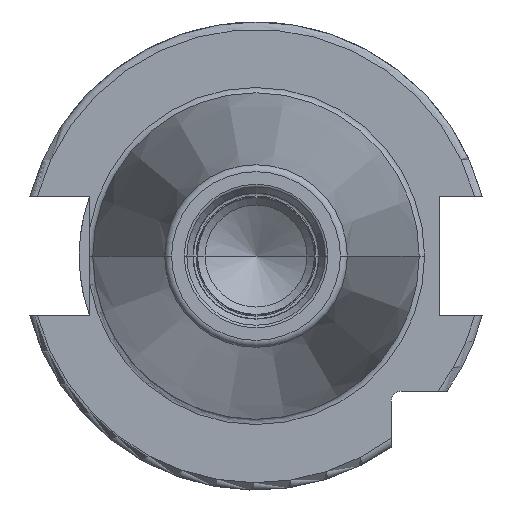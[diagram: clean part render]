
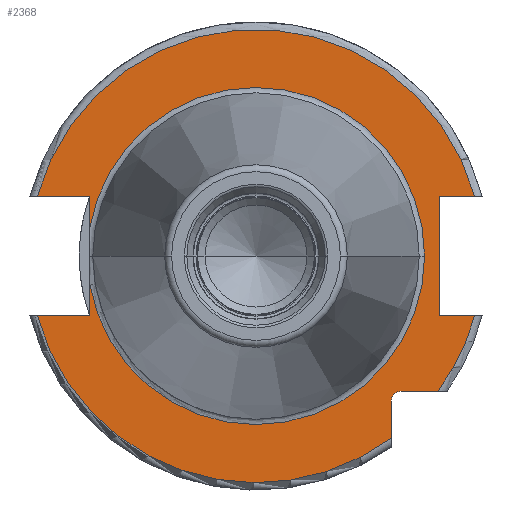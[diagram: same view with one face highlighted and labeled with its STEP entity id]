
A CAD part, left-side view. The second image highlights one B-rep face of the part: STEP entity #2368.
In plain terms, the highlighted planar face has unit normal (-1, 0, 0).
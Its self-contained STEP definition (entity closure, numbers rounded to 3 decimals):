
#117=CARTESIAN_POINT('',(3.2,0.,0.));
#118=DIRECTION('',(-1.,0.,0.));
#119=DIRECTION('',(0.,0.986,-0.168));
#120=AXIS2_PLACEMENT_3D('',#117,#118,#119);
#511=DIRECTION('',(0.,-1.,0.));
#512=VECTOR('',#511,4.99);
#513=CARTESIAN_POINT('',(3.2,-19.7,-18.35));
#514=LINE('',#513,#512);
#515=DIRECTION('',(0.,0.,1.));
#516=VECTOR('',#515,4.99);
#517=CARTESIAN_POINT('',(3.2,-18.35,-24.69));
#518=LINE('',#517,#516);
#519=CARTESIAN_POINT('',(3.2,0.,0.));
#520=DIRECTION('',(-1.,0.,0.));
#521=DIRECTION('',(0.,0.965,-0.263));
#522=AXIS2_PLACEMENT_3D('',#519,#520,#521);
#524=DIRECTION('',(0.,-1.,0.));
#525=VECTOR('',#524,7.127);
#526=CARTESIAN_POINT('',(3.2,29.677,-8.1));
#527=LINE('',#526,#525);
#528=DIRECTION('',(0.,0.,-1.));
#529=VECTOR('',#528,4.258);
#530=CARTESIAN_POINT('',(3.2,22.55,-3.842));
#531=LINE('',#530,#529);
#532=DIRECTION('',(0.,0.,-1.));
#533=VECTOR('',#532,4.258);
#534=CARTESIAN_POINT('',(3.2,22.55,8.1));
#535=LINE('',#534,#533);
#536=DIRECTION('',(0.,-1.,0.));
#537=VECTOR('',#536,7.127);
#538=CARTESIAN_POINT('',(3.2,29.677,8.1));
#539=LINE('',#538,#537);
#540=CARTESIAN_POINT('',(3.2,0.,0.));
#541=DIRECTION('',(1.,0.,0.));
#542=DIRECTION('',(0.,0.965,0.263));
#543=AXIS2_PLACEMENT_3D('',#540,#541,#542);
#545=DIRECTION('',(0.,1.,0.));
#546=VECTOR('',#545,4.827);
#547=CARTESIAN_POINT('',(3.2,-29.677,8.1));
#548=LINE('',#547,#546);
#549=DIRECTION('',(0.,0.,1.));
#550=VECTOR('',#549,16.2);
#551=CARTESIAN_POINT('',(3.2,-24.85,-8.1));
#552=LINE('',#551,#550);
#553=DIRECTION('',(0.,1.,0.));
#554=VECTOR('',#553,4.827);
#555=CARTESIAN_POINT('',(3.2,-29.677,-8.1));
#556=LINE('',#555,#554);
#557=CARTESIAN_POINT('',(3.2,0.,0.));
#558=DIRECTION('',(-1.,0.,0.));
#559=DIRECTION('',(0.,-0.803,-0.597));
#560=AXIS2_PLACEMENT_3D('',#557,#558,#559);
#571=CARTESIAN_POINT('',(3.2,-19.7,-19.7));
#572=DIRECTION('',(1.,0.,0.));
#573=DIRECTION('',(0.,1.,0.));
#574=AXIS2_PLACEMENT_3D('',#571,#572,#573);
#961=CARTESIAN_POINT('',(3.2,0.,0.));
#962=DIRECTION('',(1.,0.,0.));
#963=DIRECTION('',(0.,0.986,0.168));
#964=AXIS2_PLACEMENT_3D('',#961,#962,#963);
#1399=CARTESIAN_POINT('',(3.2,-22.875,0.));
#1401=VERTEX_POINT('',#1399);
#1541=CARTESIAN_POINT('',(3.2,29.677,8.1));
#1542=CARTESIAN_POINT('',(3.2,22.55,8.1));
#1543=VERTEX_POINT('',#1541);
#1544=VERTEX_POINT('',#1542);
#1545=CARTESIAN_POINT('',(3.2,22.55,3.842));
#1546=VERTEX_POINT('',#1545);
#1547=CARTESIAN_POINT('',(3.2,22.55,-3.842));
#1548=CARTESIAN_POINT('',(3.2,22.55,-8.1));
#1549=VERTEX_POINT('',#1547);
#1550=VERTEX_POINT('',#1548);
#1551=CARTESIAN_POINT('',(3.2,29.677,-8.1));
#1552=VERTEX_POINT('',#1551);
#1553=CARTESIAN_POINT('',(3.2,-29.677,-8.1));
#1554=CARTESIAN_POINT('',(3.2,-24.85,-8.1));
#1555=VERTEX_POINT('',#1553);
#1556=VERTEX_POINT('',#1554);
#1557=CARTESIAN_POINT('',(3.2,-24.85,8.1));
#1558=VERTEX_POINT('',#1557);
#1559=CARTESIAN_POINT('',(3.2,-29.677,8.1));
#1560=VERTEX_POINT('',#1559);
#1586=CARTESIAN_POINT('',(3.2,-18.35,-24.69));
#1587=VERTEX_POINT('',#1586);
#1594=CARTESIAN_POINT('',(3.2,-19.7,-18.35));
#1595=CARTESIAN_POINT('',(3.2,-24.69,-18.35));
#1596=VERTEX_POINT('',#1594);
#1597=VERTEX_POINT('',#1595);
#1598=CARTESIAN_POINT('',(3.2,-18.35,-19.7));
#1599=VERTEX_POINT('',#1598);
#2339=CARTESIAN_POINT('',(3.2,0.,0.));
#2340=DIRECTION('',(1.,0.,0.));
#2341=DIRECTION('',(0.,-1.,0.));
#2342=AXIS2_PLACEMENT_3D('',#2339,#2340,#2341);
#2343=PLANE('',#2342);
#2345=ORIENTED_EDGE('',*,*,#2344,.F.);
#2347=ORIENTED_EDGE('',*,*,#2346,.F.);
#2349=ORIENTED_EDGE('',*,*,#2348,.F.);
#2351=ORIENTED_EDGE('',*,*,#2350,.F.);
#2352=ORIENTED_EDGE('',*,*,#1979,.T.);
#2353=ORIENTED_EDGE('',*,*,#1840,.F.);
#2354=ORIENTED_EDGE('',*,*,#1821,.T.);
#2356=ORIENTED_EDGE('',*,*,#2355,.F.);
#2357=ORIENTED_EDGE('',*,*,#1835,.F.);
#2358=ORIENTED_EDGE('',*,*,#1898,.F.);
#2360=ORIENTED_EDGE('',*,*,#2359,.T.);
#2361=ORIENTED_EDGE('',*,*,#2318,.T.);
#2362=ORIENTED_EDGE('',*,*,#2059,.F.);
#2363=ORIENTED_EDGE('',*,*,#2094,.F.);
#2365=ORIENTED_EDGE('',*,*,#2364,.F.);
#2366=EDGE_LOOP('',(#2345,#2347,#2349,#2351,#2352,#2353,#2354,#2356,#2357,#2358,
#2360,#2361,#2362,#2363,#2365));
#2367=FACE_OUTER_BOUND('',#2366,.F.);
#2368=ADVANCED_FACE('',(#2367),#2343,.F.);
#121=CIRCLE('',#120,22.875);
#523=CIRCLE('',#522,30.763);
#544=CIRCLE('',#543,30.763);
#561=CIRCLE('',#560,30.763);
#575=CIRCLE('',#574,1.35);
#965=CIRCLE('',#964,22.875);
#1821=EDGE_CURVE('',#1549,#1401,#121,.T.);
#1835=EDGE_CURVE('',#1544,#1546,#535,.T.);
#1840=EDGE_CURVE('',#1549,#1550,#531,.T.);
#1898=EDGE_CURVE('',#1543,#1544,#539,.T.);
#1979=EDGE_CURVE('',#1552,#1550,#527,.T.);
#2059=EDGE_CURVE('',#1556,#1558,#552,.T.);
#2094=EDGE_CURVE('',#1555,#1556,#556,.T.);
#2318=EDGE_CURVE('',#1560,#1558,#548,.T.);
#2344=EDGE_CURVE('',#1596,#1597,#514,.T.);
#2346=EDGE_CURVE('',#1599,#1596,#575,.T.);
#2348=EDGE_CURVE('',#1587,#1599,#518,.T.);
#2350=EDGE_CURVE('',#1552,#1587,#523,.T.);
#2355=EDGE_CURVE('',#1546,#1401,#965,.T.);
#2359=EDGE_CURVE('',#1543,#1560,#544,.T.);
#2364=EDGE_CURVE('',#1597,#1555,#561,.T.);
